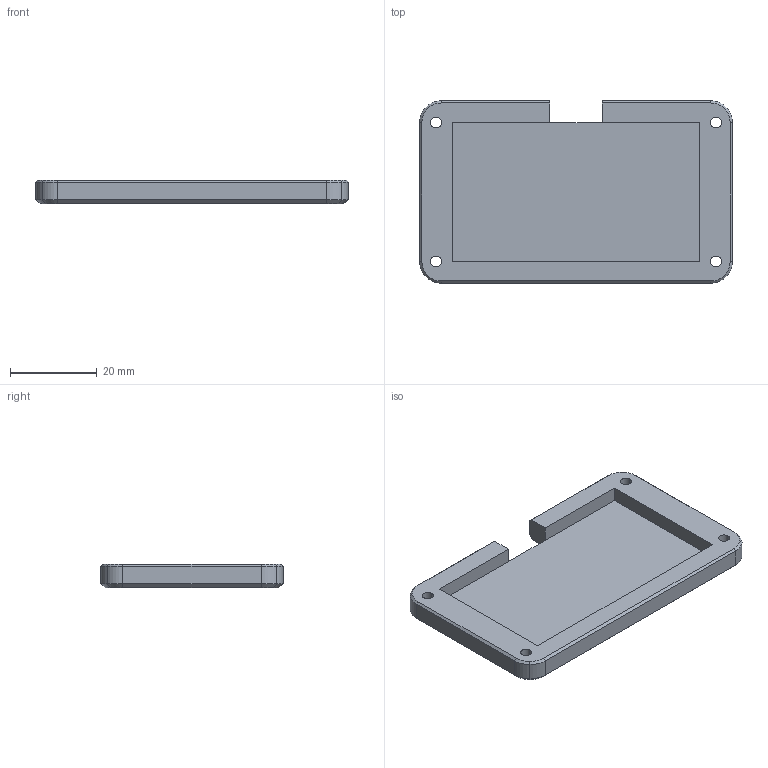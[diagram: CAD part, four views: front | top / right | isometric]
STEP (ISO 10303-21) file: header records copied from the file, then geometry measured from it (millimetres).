
FILE_DESCRIPTION (( 'STEP AP214' ), '1' );
FILE_NAME ('Case_Lower.STEP', '2021-12-31T20:38:17', ( '' ), ( '' ), 'SwSTEP 2.0', 'SolidWorks 2018', '' );
FILE_SCHEMA (( 'AUTOMOTIVE_DESIGN' ));
Length unit declared in the file: inch
Products named in the file (3): bottom new.step; Case Assembly.step; Case_Lower
Assembly tree (2 placements, depth 3):
  Case_Lower
    Case Assembly.step
      bottom new.step
Bounding box: 72 x 42 x 5.5 mm (x, y, z)
Volume: 9486.9 mm3; surface area: 7681.4 mm2
Topology: 1 solids, 1 shells, 70 faces, 166 edges, 102 vertices
Faces by surface type: plane 30, cylinder 24, cone 16
Entity records: 2124 total; most frequent: DIRECTION 382, CARTESIAN_POINT 344, ORIENTED_EDGE 332, EDGE_CURVE 166, AXIS2_PLACEMENT_3D 140, VERTEX_POINT 102, LINE 102, VECTOR 102
